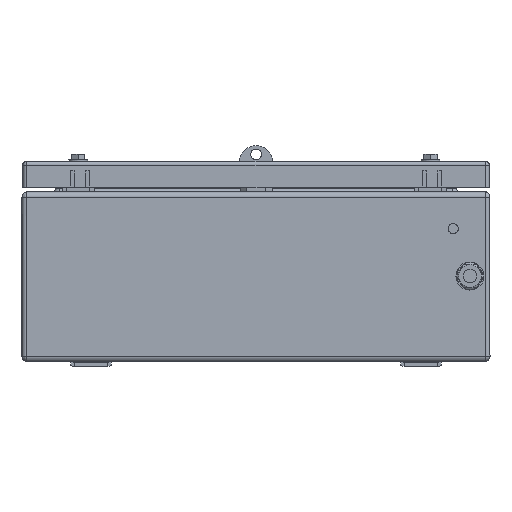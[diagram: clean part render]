
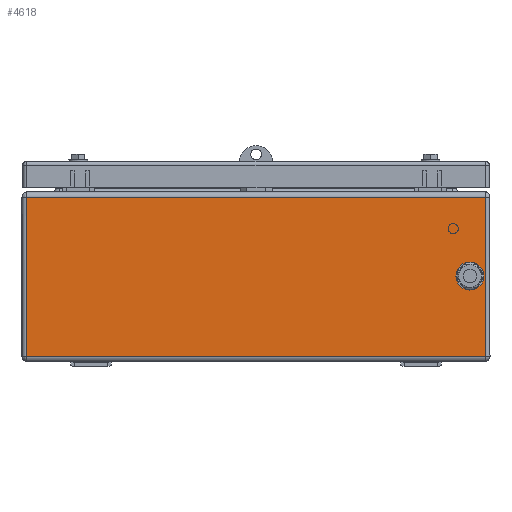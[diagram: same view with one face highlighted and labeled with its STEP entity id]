
A CAD part, left-side view. The second image highlights one B-rep face of the part: STEP entity #4618.
In plain terms, the highlighted planar face has unit normal (-1, 0, 0).
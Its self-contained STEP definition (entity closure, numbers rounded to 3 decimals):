
#4255=AXIS2_PLACEMENT_3D('Circle Axis2P3D',#4253,#4254,$) ;
#4303=AXIS2_PLACEMENT_3D('Circle Axis2P3D',#4301,#4302,$) ;
#4585=AXIS2_PLACEMENT_3D('Plane Axis2P3D',#4582,#4583,#4584) ;
#3995=CARTESIAN_POINT('Vertex',(25.5,3.,126.5)) ;
#4005=CARTESIAN_POINT('Vertex',(25.5,347.,126.5)) ;
#4008=CARTESIAN_POINT('Line Origine',(25.5,175.,126.5)) ;
#4250=CARTESIAN_POINT('Vertex',(25.5,9.85,72.46)) ;
#4253=CARTESIAN_POINT('Axis2P3D Location',(25.5,15.,67.5)) ;
#4257=CARTESIAN_POINT('Vertex',(25.5,20.15,72.46)) ;
#4277=CARTESIAN_POINT('Line Origine',(25.5,20.15,67.5)) ;
#4281=CARTESIAN_POINT('Vertex',(25.5,20.15,62.54)) ;
#4301=CARTESIAN_POINT('Axis2P3D Location',(25.5,15.,67.5)) ;
#4305=CARTESIAN_POINT('Vertex',(25.5,9.85,62.54)) ;
#4325=CARTESIAN_POINT('Line Origine',(25.5,9.85,67.5)) ;
#4582=CARTESIAN_POINT('Axis2P3D Location',(25.5,350.,130.5)) ;
#4587=CARTESIAN_POINT('Line Origine',(25.5,347.,67.)) ;
#4591=CARTESIAN_POINT('Vertex',(25.5,347.,7.5)) ;
#4594=CARTESIAN_POINT('Line Origine',(25.5,175.,7.5)) ;
#4598=CARTESIAN_POINT('Vertex',(25.5,3.,7.5)) ;
#4601=CARTESIAN_POINT('Line Origine',(25.5,3.,67.)) ;
#4009=DIRECTION('Vector Direction',(0.,-1.,0.)) ;
#4254=DIRECTION('Axis2P3D Direction',(-1.,0.,0.)) ;
#4278=DIRECTION('Vector Direction',(0.,0.,-1.)) ;
#4302=DIRECTION('Axis2P3D Direction',(-1.,0.,0.)) ;
#4326=DIRECTION('Vector Direction',(0.,0.,1.)) ;
#4583=DIRECTION('Axis2P3D Direction',(1.,0.,0.)) ;
#4584=DIRECTION('Axis2P3D XDirection',(0.,1.,0.)) ;
#4588=DIRECTION('Vector Direction',(0.,0.,-1.)) ;
#4595=DIRECTION('Vector Direction',(0.,-1.,0.)) ;
#4602=DIRECTION('Vector Direction',(0.,0.,1.)) ;
#4010=VECTOR('Line Direction',#4009,1.) ;
#4279=VECTOR('Line Direction',#4278,1.) ;
#4327=VECTOR('Line Direction',#4326,1.) ;
#4589=VECTOR('Line Direction',#4588,1.) ;
#4596=VECTOR('Line Direction',#4595,1.) ;
#4603=VECTOR('Line Direction',#4602,1.) ;
#4607=ORIENTED_EDGE('',*,*,#4593,.T.) ;
#4608=ORIENTED_EDGE('',*,*,#4600,.T.) ;
#4609=ORIENTED_EDGE('',*,*,#4605,.T.) ;
#4610=ORIENTED_EDGE('',*,*,#4012,.T.) ;
#4613=ORIENTED_EDGE('',*,*,#4283,.F.) ;
#4614=ORIENTED_EDGE('',*,*,#4259,.F.) ;
#4615=ORIENTED_EDGE('',*,*,#4329,.F.) ;
#4616=ORIENTED_EDGE('',*,*,#4307,.F.) ;
#4617=FACE_BOUND('',#4612,.T.) ;
#4618=ADVANCED_FACE('40797_ASM_GH_KTB_MH_XXXxXXXxXXX_YGP_S3D-1/GH-1-solid1',(#4611,#4617),#4586,.F.) ;
#4256=CIRCLE('generated circle',#4255,7.15) ;
#4304=CIRCLE('generated circle',#4303,7.15) ;
#4012=EDGE_CURVE('',#3996,#4006,#4011,.F.) ;
#4259=EDGE_CURVE('',#4251,#4258,#4256,.T.) ;
#4283=EDGE_CURVE('',#4258,#4282,#4280,.T.) ;
#4307=EDGE_CURVE('',#4282,#4306,#4304,.T.) ;
#4329=EDGE_CURVE('',#4306,#4251,#4328,.T.) ;
#4593=EDGE_CURVE('',#4006,#4592,#4590,.T.) ;
#4600=EDGE_CURVE('',#4592,#4599,#4597,.T.) ;
#4605=EDGE_CURVE('',#4599,#3996,#4604,.T.) ;
#4606=EDGE_LOOP('',(#4607,#4608,#4609,#4610)) ;
#4612=EDGE_LOOP('',(#4613,#4614,#4615,#4616)) ;
#4611=FACE_OUTER_BOUND('',#4606,.T.) ;
#4011=LINE('Line',#4008,#4010) ;
#4280=LINE('Line',#4277,#4279) ;
#4328=LINE('Line',#4325,#4327) ;
#4590=LINE('Line',#4587,#4589) ;
#4597=LINE('Line',#4594,#4596) ;
#4604=LINE('Line',#4601,#4603) ;
#4586=PLANE('',#4585) ;
#3996=VERTEX_POINT('',#3995) ;
#4006=VERTEX_POINT('',#4005) ;
#4251=VERTEX_POINT('',#4250) ;
#4258=VERTEX_POINT('',#4257) ;
#4282=VERTEX_POINT('',#4281) ;
#4306=VERTEX_POINT('',#4305) ;
#4592=VERTEX_POINT('',#4591) ;
#4599=VERTEX_POINT('',#4598) ;
